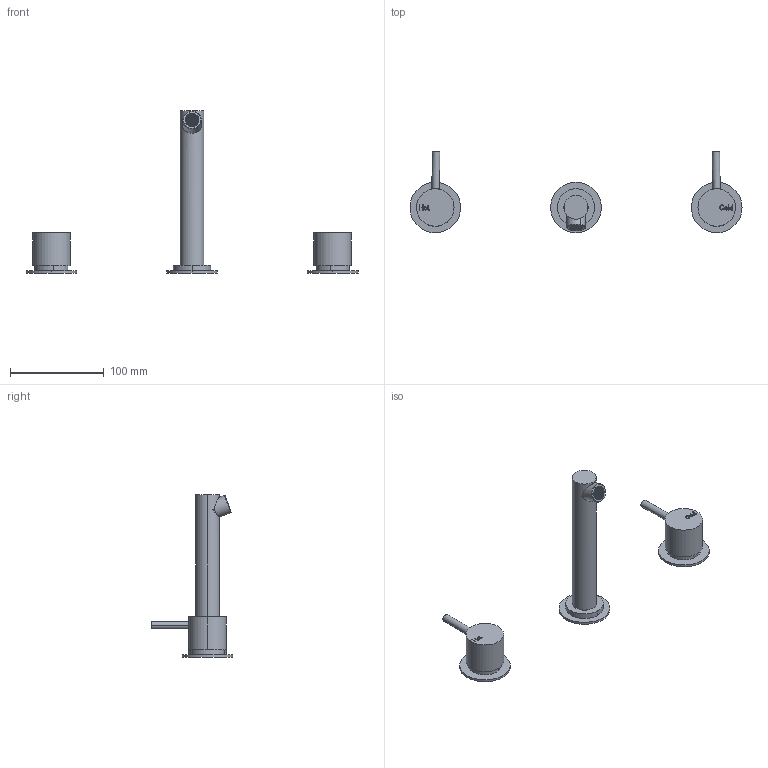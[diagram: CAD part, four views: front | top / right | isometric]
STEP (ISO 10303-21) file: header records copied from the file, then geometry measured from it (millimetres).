
FILE_DESCRIPTION (( 'STEP AP214' ), '1' );
FILE_NAME ('SUSSEX_SCALA_SBASQ_bath_set_160mm_shell.STEP', '2021-07-16T06:56:35', ( '' ), ( '' ), 'SwSTEP 2.0', 'SolidWorks 2020', '' );
FILE_SCHEMA (( 'AUTOMOTIVE_DESIGN' ));
Length unit declared in the file: millimetre
Products named in the file (1): SUSSEX_SCALA_SBASQ_bath_set_160mm_shell
Bounding box: 354 x 87.05 x 173 mm (x, y, z)
Volume: 252019.5 mm3; surface area: 60385.1 mm2
Topology: 13 solids, 13 shells, 2000 faces, 6026 edges, 4008 vertices
Faces by surface type: plane 1861, cylinder 59, bspline 57, cone 23
Entity records: 68847 total; most frequent: CARTESIAN_POINT 13219, ORIENTED_EDGE 12052, DIRECTION 10044, EDGE_CURVE 6026, LINE 5656, VECTOR 5656, VERTEX_POINT 4008, EDGE_LOOP 2582
